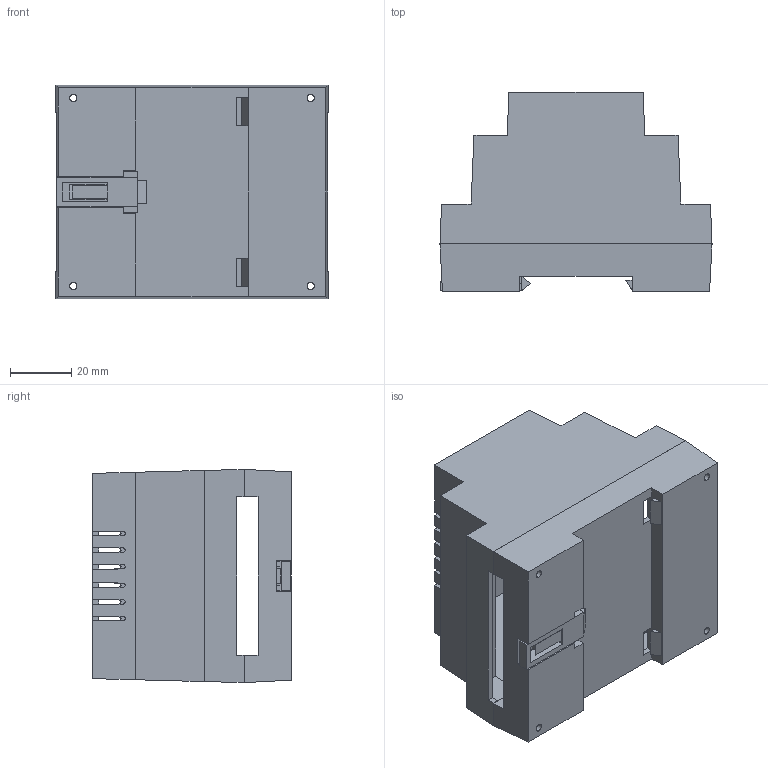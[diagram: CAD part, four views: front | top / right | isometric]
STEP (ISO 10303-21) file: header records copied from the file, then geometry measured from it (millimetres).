
FILE_DESCRIPTION(('STEP Model'),'2;1');
FILE_NAME('Z-100.stp','2014-09-29T20:59:39',(''),(''), 'CAD Exchanger 2.5.2 (www.cadexchanger.com)','CAD Exchanger 2.5.2', 'Unknown');
FILE_SCHEMA(('AUTOMOTIVE_DESIGN { 1 0 10303 214 1 1 1 1 }'));
Products named in the file (1): Unspecified 5
Bounding box: 89.2 x 65.2 x 69.9 mm (x, y, z)
Surface area: 60905.4 mm2 (no closed solid volume)
Topology: 0 solids, 318 shells, 318 faces, 2894 edges, 2894 vertices
Faces by surface type: bspline 230, revolution 88
Entity records: 45544 total; most frequent: CARTESIAN_POINT 16589, B_SPLINE_CURVE_WITH_KNOTS 4134, ORIENTED_EDGE 2894, EDGE_CURVE 2894, VERTEX_POINT 2894, SURFACE_CURVE 2894, PCURVE 2894, DEFINITIONAL_REPRESENTATION 2894
